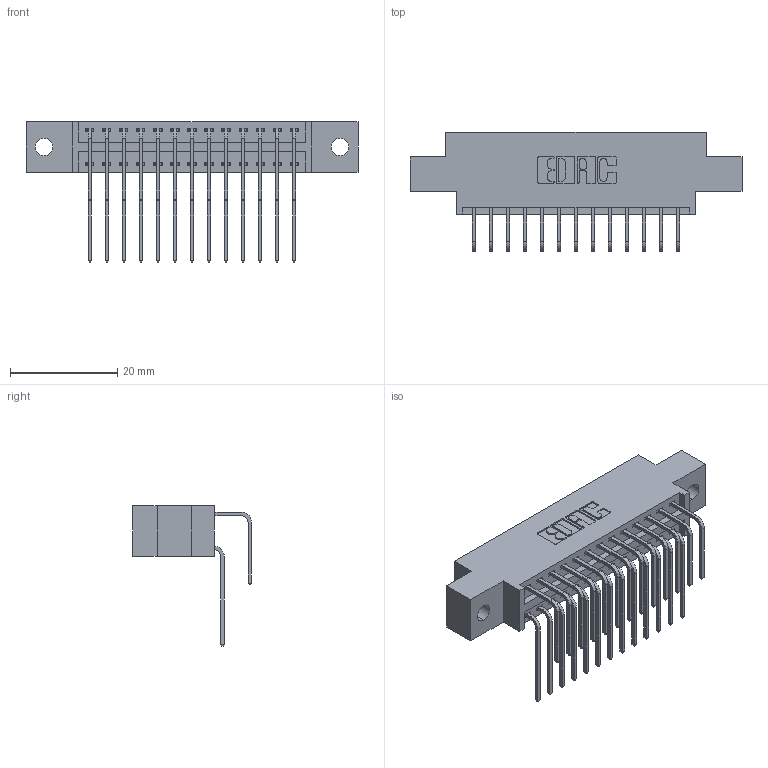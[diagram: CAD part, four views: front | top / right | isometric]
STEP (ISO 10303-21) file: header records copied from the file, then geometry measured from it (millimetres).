
FILE_DESCRIPTION (( 'STEP AP203' ), '1' );
FILE_NAME ('396-026-558-802.STEP', '2019-11-02T15:25:39', ( '' ), ( '' ), 'SwSTEP 2.0', 'SolidWorks 2016', '' );
FILE_SCHEMA (( 'CONFIG_CONTROL_DESIGN' ));
Length unit declared in the file: inch
Products named in the file (4): 396-026-558-802; 346 Part_0.170 Offset - 0.128 Dia; 345-292-001_558 Tail - 2; 345-292-001_558 559 Tail - 1
Assembly tree (27 placements, depth 2):
  396-026-558-802
    346 Part_0.170 Offset - 0.128 Dia
    345-292-001_558 559 Tail - 1  x13
    345-292-001_558 Tail - 2  x13
Bounding box: 61.85 x 22.16 x 26.16 mm (x, y, z)
Volume: 5764.5 mm3; surface area: 8097.8 mm2
Topology: 27 solids, 27 shells, 1530 faces, 4527 edges, 2982 vertices
Faces by surface type: plane 1042, cylinder 488
Entity records: 14307 total; most frequent: CARTESIAN_POINT 2451, ORIENTED_EDGE 2334, DIRECTION 2183, EDGE_CURVE 1167, LINE 943, VECTOR 943, VERTEX_POINT 774, AXIS2_PLACEMENT_3D 620
